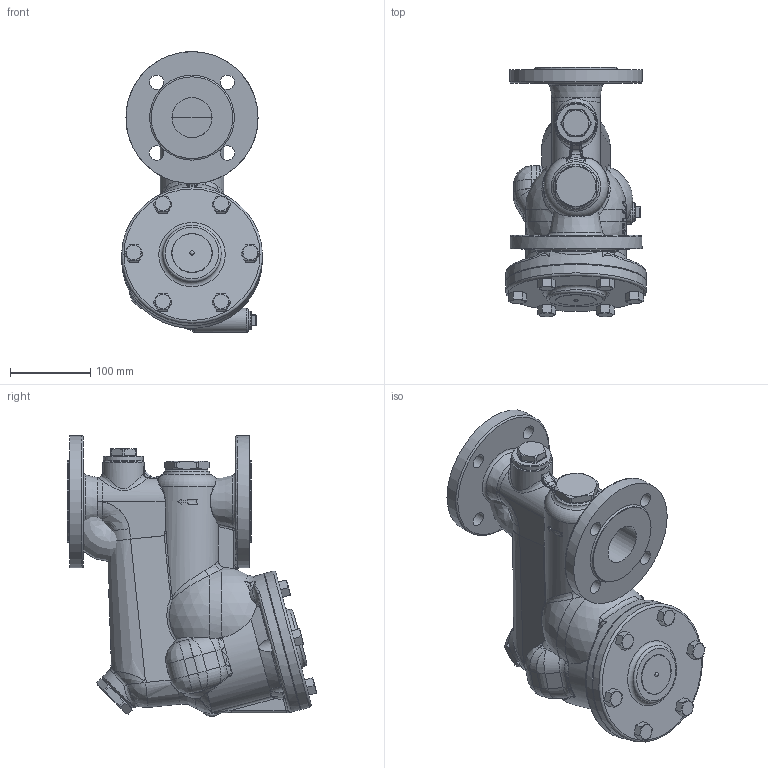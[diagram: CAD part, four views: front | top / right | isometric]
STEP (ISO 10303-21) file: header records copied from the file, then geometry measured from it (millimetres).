
FILE_DESCRIPTION((''),'2;1');
FILE_NAME('sj6nx-050-e0025-00.stp','2011-06-13T17:42:19',('sugie07'),(''),'Autodesk Inventor 2011','Autodesk Inventor 2011','');
FILE_SCHEMA(('AUTOMOTIVE_DESIGN { 1 0 10303 214 1 1 1 1 }'));
Length unit declared in the file: millimetre
Products named in the file (1): sj6nx-050-e0025-00
Bounding box: 176 x 311.42 x 350.71 mm (x, y, z)
Volume: 5702838.5 mm3; surface area: 414055.2 mm2
Topology: 2 solids, 4 shells, 587 faces, 1452 edges, 895 vertices
Faces by surface type: plane 201, bspline 166, cylinder 124, torus 47, cone 34, sphere 15
Full cylindrical faces by diameter (mm): 14.701 x6, 16 x12, 18 x8, 23 x1, 30 x1, 40 x1, 42 x2, 50 x5, 50.5 x1, 52 x1, 102 x2, 123.2 x1, 165 x2, 176 x2
Entity records: 26078 total; most frequent: CARTESIAN_POINT 13939, ORIENTED_EDGE 2670, DIRECTION 2130, EDGE_CURVE 1335, AXIS2_PLACEMENT_3D 897, VERTEX_POINT 873, EDGE_LOOP 728, FACE_OUTER_BOUND 585
